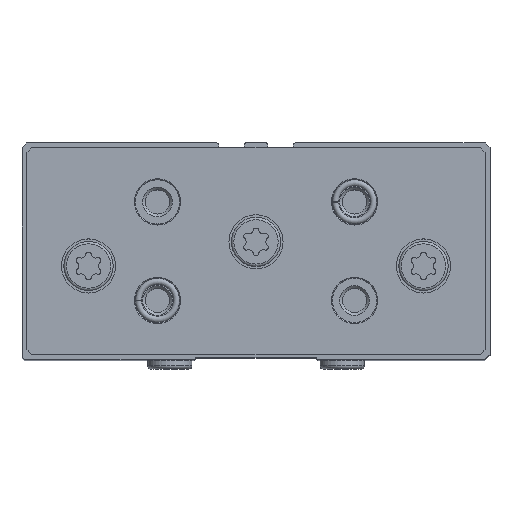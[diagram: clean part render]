
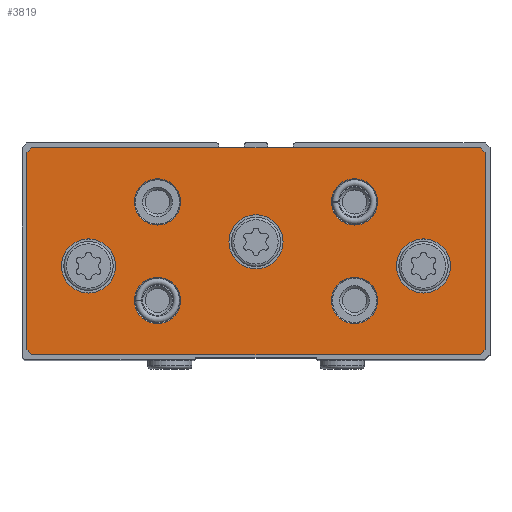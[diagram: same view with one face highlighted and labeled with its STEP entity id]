
A CAD part, top view. The second image highlights one B-rep face of the part: STEP entity #3819.
In plain terms, the highlighted face is planar.
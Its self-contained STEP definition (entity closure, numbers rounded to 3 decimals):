
#354=LINE('',#6565,#548);
#355=LINE('',#6568,#549);
#356=LINE('',#6570,#550);
#357=LINE('',#6572,#551);
#358=LINE('',#6574,#552);
#359=LINE('',#6576,#553);
#360=LINE('',#6578,#554);
#361=LINE('',#6580,#555);
#548=VECTOR('',#5342,1000.);
#549=VECTOR('',#5343,1000.);
#550=VECTOR('',#5344,1000.);
#551=VECTOR('',#5345,1000.);
#552=VECTOR('',#5346,1000.);
#553=VECTOR('',#5347,1000.);
#554=VECTOR('',#5348,1000.);
#555=VECTOR('',#5349,1000.);
#1078=ORIENTED_EDGE('',*,*,#1818,.F.);
#1079=ORIENTED_EDGE('',*,*,#1819,.F.);
#1080=ORIENTED_EDGE('',*,*,#1820,.F.);
#1081=ORIENTED_EDGE('',*,*,#1821,.F.);
#1082=ORIENTED_EDGE('',*,*,#1822,.F.);
#1083=ORIENTED_EDGE('',*,*,#1823,.F.);
#1084=ORIENTED_EDGE('',*,*,#1824,.F.);
#1085=ORIENTED_EDGE('',*,*,#1825,.T.);
#1086=ORIENTED_EDGE('',*,*,#1826,.T.);
#1087=ORIENTED_EDGE('',*,*,#1827,.T.);
#1088=ORIENTED_EDGE('',*,*,#1828,.T.);
#1089=ORIENTED_EDGE('',*,*,#1829,.T.);
#1090=ORIENTED_EDGE('',*,*,#1830,.T.);
#1091=ORIENTED_EDGE('',*,*,#1831,.T.);
#1092=ORIENTED_EDGE('',*,*,#1832,.T.);
#1818=EDGE_CURVE('',#2261,#2261,#2573,.T.);
#1819=EDGE_CURVE('',#2262,#2262,#2574,.T.);
#1820=EDGE_CURVE('',#2263,#2263,#2575,.T.);
#1821=EDGE_CURVE('',#2264,#2264,#2576,.T.);
#1822=EDGE_CURVE('',#2265,#2265,#2577,.T.);
#1823=EDGE_CURVE('',#2266,#2266,#2578,.T.);
#1824=EDGE_CURVE('',#2267,#2267,#2579,.T.);
#1825=EDGE_CURVE('',#2268,#2269,#354,.T.);
#1826=EDGE_CURVE('',#2269,#2270,#355,.T.);
#1827=EDGE_CURVE('',#2270,#2271,#356,.T.);
#1828=EDGE_CURVE('',#2271,#2272,#357,.T.);
#1829=EDGE_CURVE('',#2272,#2273,#358,.T.);
#1830=EDGE_CURVE('',#2273,#2274,#359,.T.);
#1831=EDGE_CURVE('',#2274,#2275,#360,.T.);
#1832=EDGE_CURVE('',#2275,#2268,#361,.T.);
#2261=VERTEX_POINT('',#6552);
#2262=VERTEX_POINT('',#6554);
#2263=VERTEX_POINT('',#6556);
#2264=VERTEX_POINT('',#6558);
#2265=VERTEX_POINT('',#6560);
#2266=VERTEX_POINT('',#6562);
#2267=VERTEX_POINT('',#6564);
#2268=VERTEX_POINT('',#6566);
#2269=VERTEX_POINT('',#6567);
#2270=VERTEX_POINT('',#6569);
#2271=VERTEX_POINT('',#6571);
#2272=VERTEX_POINT('',#6573);
#2273=VERTEX_POINT('',#6575);
#2274=VERTEX_POINT('',#6577);
#2275=VERTEX_POINT('',#6579);
#2573=CIRCLE('',#4434,5.5);
#2574=CIRCLE('',#4435,5.5);
#2575=CIRCLE('',#4436,5.5);
#2576=CIRCLE('',#4437,4.7);
#2577=CIRCLE('',#4438,4.7);
#2578=CIRCLE('',#4439,4.7);
#2579=CIRCLE('',#4440,4.7);
#2944=EDGE_LOOP('',(#1078));
#2945=EDGE_LOOP('',(#1079));
#2946=EDGE_LOOP('',(#1080));
#2947=EDGE_LOOP('',(#1081));
#2948=EDGE_LOOP('',(#1082));
#2949=EDGE_LOOP('',(#1083));
#2950=EDGE_LOOP('',(#1084));
#2951=EDGE_LOOP('',(#1085,#1086,#1087,#1088,#1089,#1090,#1091,#1092));
#3380=FACE_BOUND('',#2944,.T.);
#3381=FACE_BOUND('',#2945,.T.);
#3382=FACE_BOUND('',#2946,.T.);
#3383=FACE_BOUND('',#2947,.T.);
#3384=FACE_BOUND('',#2948,.T.);
#3385=FACE_BOUND('',#2949,.T.);
#3386=FACE_BOUND('',#2950,.T.);
#3387=FACE_BOUND('',#2951,.T.);
#3642=PLANE('',#4433);
#3819=ADVANCED_FACE('',(#3380,#3381,#3382,#3383,#3384,#3385,#3386,#3387),
#3642,.T.);
#4433=AXIS2_PLACEMENT_3D('',#6550,#5326,#5327);
#4434=AXIS2_PLACEMENT_3D('',#6551,#5328,#5329);
#4435=AXIS2_PLACEMENT_3D('',#6553,#5330,#5331);
#4436=AXIS2_PLACEMENT_3D('',#6555,#5332,#5333);
#4437=AXIS2_PLACEMENT_3D('',#6557,#5334,#5335);
#4438=AXIS2_PLACEMENT_3D('',#6559,#5336,#5337);
#4439=AXIS2_PLACEMENT_3D('',#6561,#5338,#5339);
#4440=AXIS2_PLACEMENT_3D('',#6563,#5340,#5341);
#5326=DIRECTION('',(1.,0.,0.));
#5327=DIRECTION('',(0.,0.,-1.));
#5328=DIRECTION('',(1.,0.,0.));
#5329=DIRECTION('',(0.,0.,-1.));
#5330=DIRECTION('',(1.,0.,0.));
#5331=DIRECTION('',(0.,0.,-1.));
#5332=DIRECTION('',(1.,0.,0.));
#5333=DIRECTION('',(0.,0.,-1.));
#5334=DIRECTION('',(1.,0.,0.));
#5335=DIRECTION('',(0.,0.,-1.));
#5336=DIRECTION('',(1.,0.,0.));
#5337=DIRECTION('',(0.,0.,-1.));
#5338=DIRECTION('',(1.,0.,0.));
#5339=DIRECTION('',(0.,0.,-1.));
#5340=DIRECTION('',(1.,0.,0.));
#5341=DIRECTION('',(0.,0.,-1.));
#5342=DIRECTION('',(0.,-1.,0.));
#5343=DIRECTION('',(0.,-0.707,-0.707));
#5344=DIRECTION('',(0.,0.,-1.));
#5345=DIRECTION('',(0.,0.707,-0.707));
#5346=DIRECTION('',(0.,1.,0.));
#5347=DIRECTION('',(0.,0.707,0.707));
#5348=DIRECTION('',(0.,0.,1.));
#5349=DIRECTION('',(0.,-0.707,0.707));
#6550=CARTESIAN_POINT('',(14.,0.,0.));
#6551=CARTESIAN_POINT('',(14.,0.,0.));
#6552=CARTESIAN_POINT('',(14.,0.,-5.5));
#6553=CARTESIAN_POINT('',(14.,-4.9,34.));
#6554=CARTESIAN_POINT('',(14.,-4.9,28.5));
#6555=CARTESIAN_POINT('',(14.,-4.9,-34.));
#6556=CARTESIAN_POINT('',(14.,-4.9,-39.5));
#6557=CARTESIAN_POINT('',(14.,-11.9,20.));
#6558=CARTESIAN_POINT('',(14.,-11.9,15.3));
#6559=CARTESIAN_POINT('',(14.,-11.9,-20.));
#6560=CARTESIAN_POINT('',(14.,-11.9,-24.7));
#6561=CARTESIAN_POINT('',(14.,8.1,20.));
#6562=CARTESIAN_POINT('',(14.,8.1,15.3));
#6563=CARTESIAN_POINT('',(14.,8.1,-20.));
#6564=CARTESIAN_POINT('',(14.,8.1,-24.7));
#6565=CARTESIAN_POINT('',(14.,18.1,46.5));
#6566=CARTESIAN_POINT('',(14.,18.1,46.5));
#6567=CARTESIAN_POINT('',(14.,-21.9,46.5));
#6568=CARTESIAN_POINT('',(14.,-21.9,46.5));
#6569=CARTESIAN_POINT('',(14.,-22.9,45.5));
#6570=CARTESIAN_POINT('',(14.,-22.9,45.5));
#6571=CARTESIAN_POINT('',(14.,-22.9,-45.5));
#6572=CARTESIAN_POINT('',(14.,-22.9,-45.5));
#6573=CARTESIAN_POINT('',(14.,-21.9,-46.5));
#6574=CARTESIAN_POINT('',(14.,-21.9,-46.5));
#6575=CARTESIAN_POINT('',(14.,18.1,-46.5));
#6576=CARTESIAN_POINT('',(14.,18.1,-46.5));
#6577=CARTESIAN_POINT('',(14.,19.1,-45.5));
#6578=CARTESIAN_POINT('',(14.,19.1,-45.5));
#6579=CARTESIAN_POINT('',(14.,19.1,45.5));
#6580=CARTESIAN_POINT('',(14.,19.1,45.5));
